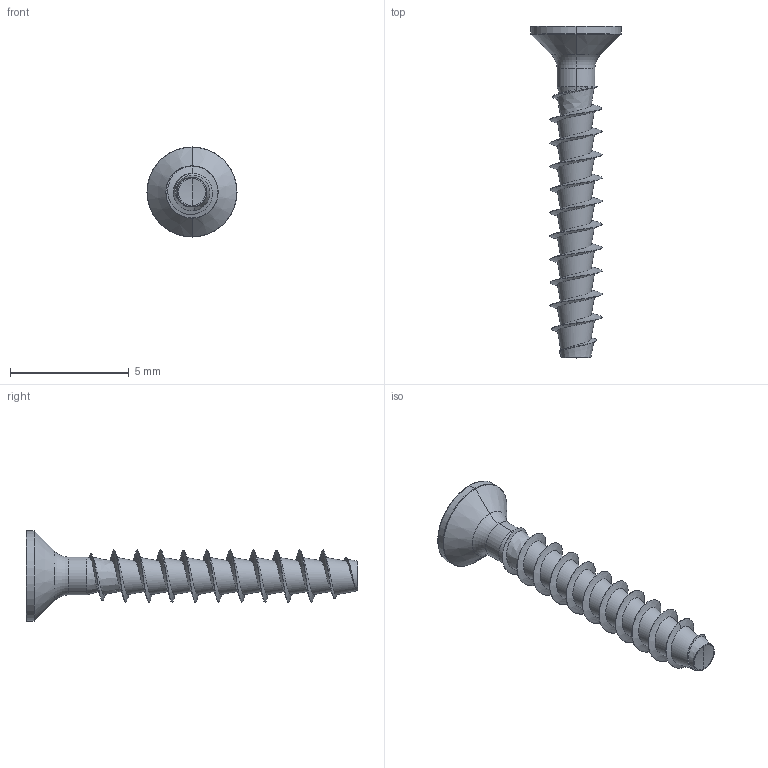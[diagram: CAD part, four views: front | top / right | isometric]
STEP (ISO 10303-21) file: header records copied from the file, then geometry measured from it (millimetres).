
FILE_DESCRIPTION (( 'STEP AP203' ), '1' );
FILE_NAME ('STP41A0220140.STEP', '2019-12-12T03:17:46', ( '' ), ( '' ), 'SwSTEP 2.0', 'SolidWorks 2015', '' );
FILE_SCHEMA (( 'CONFIG_CONTROL_DESIGN' ));
Length unit declared in the file: millimetre
Products named in the file (2): STP41A0220140
Bounding box: 3.8 x 14 x 3.8 mm (x, y, z)
Volume: 31.9 mm3; surface area: 130.5 mm2
Topology: 1 solids, 1 shells, 81 faces, 192 edges, 113 vertices
Faces by surface type: bspline 32, cylinder 25, cone 14, torus 6, sphere 2, plane 2
Entity records: 14839 total; most frequent: CARTESIAN_POINT 13092, ORIENTED_EDGE 380, DIRECTION 263, EDGE_CURVE 190, VERTEX_POINT 113, AXIS2_PLACEMENT_3D 110, B_SPLINE_CURVE_WITH_KNOTS 88, EDGE_LOOP 83
